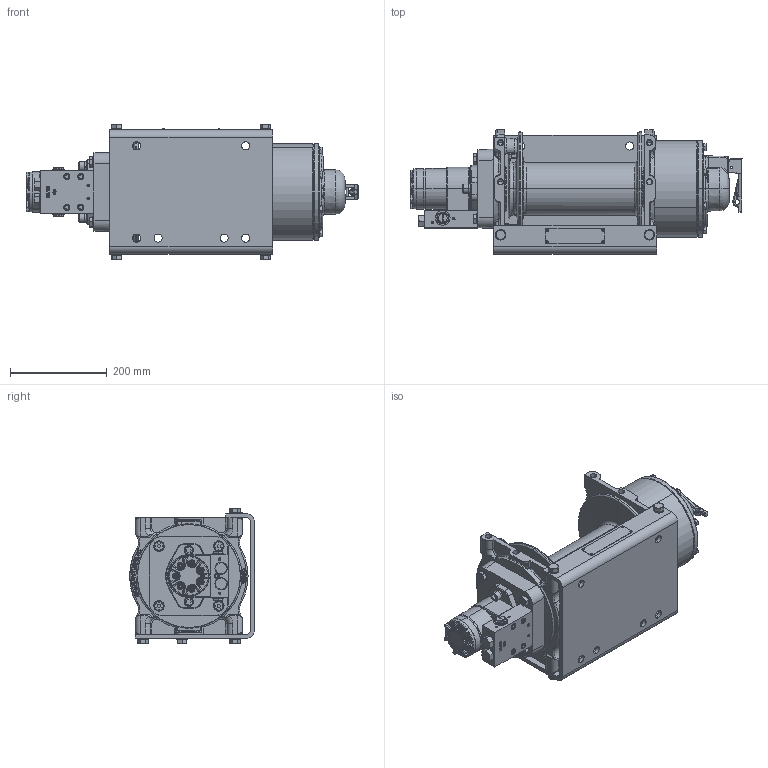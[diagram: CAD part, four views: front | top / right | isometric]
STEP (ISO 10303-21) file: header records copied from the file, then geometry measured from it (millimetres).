
FILE_DESCRIPTION((''),'2;1');
FILE_NAME('TWG-TEMP','2020-10-12T02:30:37',('Administrator'),(''),'CREO PARAMETRIC BY PTC INC, 2019030','CREO PARAMETRIC BY PTC INC, 2019030','');
FILE_SCHEMA(('AUTOMOTIVE_DESIGN { 1 0 10303 214 1 1 1 1 }'));
Products named in the file (1): TWG-TEMP
Bounding box: 686.22 x 257.38 x 279.88 mm (x, y, z)
Volume: 188.8 mm3; surface area: 1209811.3 mm2
Topology: 1 solids, 165 shells, 2378 faces, 8472 edges, 6081 vertices
Faces by surface type: plane 901, cylinder 690, torus 311, cone 214, bspline 186, extrusion 53, sphere 23
Entity records: 135653 total; most frequent: CARTESIAN_POINT 52203, ORIENTED_EDGE 12901, DIRECTION 12339, EDGE_CURVE 8351, VERTEX_POINT 6081, AXIS2_PLACEMENT_3D 4167, VECTOR 4002, LINE 3949
